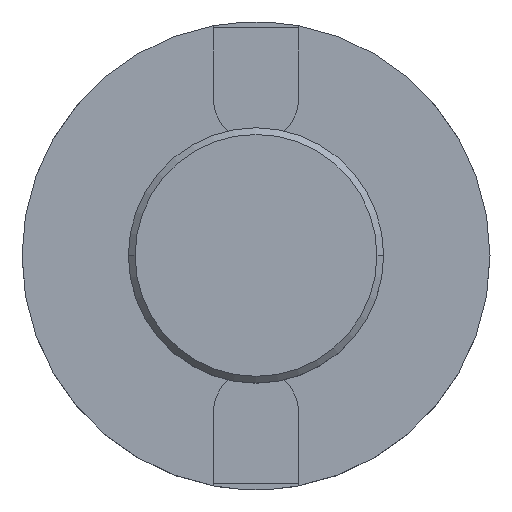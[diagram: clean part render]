
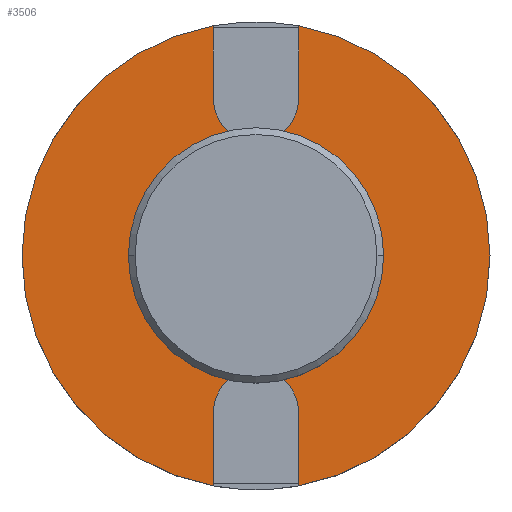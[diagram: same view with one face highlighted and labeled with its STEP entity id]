
A CAD part, top view. The second image highlights one B-rep face of the part: STEP entity #3506.
In plain terms, the highlighted planar face has unit normal (0, 0, 1).
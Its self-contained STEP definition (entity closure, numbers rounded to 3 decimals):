
#34 = VERTEX_POINT ( 'NONE', #222 ) ;
#49 = AXIS2_PLACEMENT_3D ( 'NONE', #54, #3275, #2852 ) ;
#54 = CARTESIAN_POINT ( 'NONE',  ( 0., 0., 101.6 ) ) ;
#64 = VECTOR ( 'NONE', #1642, 1000. ) ;
#79 = VECTOR ( 'NONE', #1783, 1000. ) ;
#101 = DIRECTION ( 'NONE',  ( 0., 0., 1. ) ) ;
#149 = EDGE_CURVE ( 'NONE', #2060, #34, #2668, .T. ) ;
#154 = ORIENTED_EDGE ( 'NONE', *, *, #149, .F. ) ;
#167 = AXIS2_PLACEMENT_3D ( 'NONE', #4386, #2344, #267 ) ;
#202 = CARTESIAN_POINT ( 'NONE',  ( -6.35, -38.438, 101.6 ) ) ;
#203 = DIRECTION ( 'NONE',  ( 0., 0., -1. ) ) ;
#220 = VECTOR ( 'NONE', #2279, 1000. ) ;
#222 = CARTESIAN_POINT ( 'NONE',  ( 6.35, -34., 101.6 ) ) ;
#267 = DIRECTION ( 'NONE',  ( 1., 0., 0. ) ) ;
#281 = EDGE_CURVE ( 'NONE', #1125, #3118, #4072, .T. ) ;
#295 = LINE ( 'NONE', #3141, #2145 ) ;
#435 = ORIENTED_EDGE ( 'NONE', *, *, #1196, .F. ) ;
#513 = VERTEX_POINT ( 'NONE', #4362 ) ;
#572 = VERTEX_POINT ( 'NONE', #2254 ) ;
#589 = ORIENTED_EDGE ( 'NONE', *, *, #4250, .F. ) ;
#610 = VERTEX_POINT ( 'NONE', #1996 ) ;
#646 = CARTESIAN_POINT ( 'NONE',  ( -6.35, 34.343, 101.6 ) ) ;
#679 = CIRCLE ( 'NONE', #763, 34.925 ) ;
#697 = ORIENTED_EDGE ( 'NONE', *, *, #2168, .F. ) ;
#709 = AXIS2_PLACEMENT_3D ( 'NONE', #3368, #1307, #3729 ) ;
#731 = FACE_OUTER_BOUND ( 'NONE', #3965, .T. ) ;
#763 = AXIS2_PLACEMENT_3D ( 'NONE', #1523, #3940, #1885 ) ;
#779 = CIRCLE ( 'NONE', #709, 34.925 ) ;
#784 = CARTESIAN_POINT ( 'NONE',  ( 6.35, -34.343, 101.6 ) ) ;
#787 = ORIENTED_EDGE ( 'NONE', *, *, #2558, .F. ) ;
#850 = CARTESIAN_POINT ( 'NONE',  ( 6.35, 34.925, 101.6 ) ) ;
#874 = CARTESIAN_POINT ( 'NONE',  ( 0., 0., 101.6 ) ) ;
#905 = ORIENTED_EDGE ( 'NONE', *, *, #1602, .F. ) ;
#949 = FACE_BOUND ( 'NONE', #2584, .T. ) ;
#950 = DIRECTION ( 'NONE',  ( -1., 0., 0. ) ) ;
#971 = VERTEX_POINT ( 'NONE', #3785 ) ;
#1006 = EDGE_CURVE ( 'NONE', #4335, #3709, #3855, .T. ) ;
#1051 = LINE ( 'NONE', #202, #220 ) ;
#1097 = CIRCLE ( 'NONE', #3024, 34.925 ) ;
#1122 = EDGE_CURVE ( 'NONE', #3118, #1125, #1569, .T. ) ;
#1123 = ORIENTED_EDGE ( 'NONE', *, *, #1535, .F. ) ;
#1125 = VERTEX_POINT ( 'NONE', #3606 ) ;
#1137 = DIRECTION ( 'NONE',  ( -1., 0., 0. ) ) ;
#1196 = EDGE_CURVE ( 'NONE', #34, #4335, #3902, .T. ) ;
#1198 = LINE ( 'NONE', #3712, #64 ) ;
#1279 = VERTEX_POINT ( 'NONE', #646 ) ;
#1301 = DIRECTION ( 'NONE',  ( 0., 0., -1. ) ) ;
#1307 = DIRECTION ( 'NONE',  ( 0., 0., -1. ) ) ;
#1342 = ORIENTED_EDGE ( 'NONE', *, *, #3101, .T. ) ;
#1373 = DIRECTION ( 'NONE',  ( 0., 0., 1. ) ) ;
#1395 = CARTESIAN_POINT ( 'NONE',  ( 0., -23.35, 101.6 ) ) ;
#1449 = ORIENTED_EDGE ( 'NONE', *, *, #2915, .F. ) ;
#1474 = AXIS2_PLACEMENT_3D ( 'NONE', #2175, #101, #2522 ) ;
#1523 = CARTESIAN_POINT ( 'NONE',  ( 0., 0., 101.6 ) ) ;
#1535 = EDGE_CURVE ( 'NONE', #3709, #2377, #1198, .T. ) ;
#1549 = DIRECTION ( 'NONE',  ( 0., 1., 0. ) ) ;
#1564 = EDGE_CURVE ( 'NONE', #3969, #1279, #1097, .T. ) ;
#1569 = CIRCLE ( 'NONE', #49, 15.875 ) ;
#1602 = EDGE_CURVE ( 'NONE', #513, #2929, #2598, .T. ) ;
#1642 = DIRECTION ( 'NONE',  ( 0., -1., 0. ) ) ;
#1650 = LINE ( 'NONE', #2030, #1865 ) ;
#1783 = DIRECTION ( 'NONE',  ( 0., -1., 0. ) ) ;
#1811 = CARTESIAN_POINT ( 'NONE',  ( -6.35, -23.35, 101.6 ) ) ;
#1819 = LINE ( 'NONE', #3181, #79 ) ;
#1832 = VERTEX_POINT ( 'NONE', #4412 ) ;
#1840 = ORIENTED_EDGE ( 'NONE', *, *, #2076, .F. ) ;
#1863 = VECTOR ( 'NONE', #1549, 1000. ) ;
#1865 = VECTOR ( 'NONE', #3055, 1000. ) ;
#1885 = DIRECTION ( 'NONE',  ( -1., 0., 0. ) ) ;
#1930 = AXIS2_PLACEMENT_3D ( 'NONE', #874, #1301, #2948 ) ;
#1949 = ORIENTED_EDGE ( 'NONE', *, *, #3966, .F. ) ;
#1968 = DIRECTION ( 'NONE',  ( 0., 1., 0. ) ) ;
#1984 = VECTOR ( 'NONE', #1968, 1000. ) ;
#1996 = CARTESIAN_POINT ( 'NONE',  ( -6.35, -34.343, 101.6 ) ) ;
#2002 = VERTEX_POINT ( 'NONE', #2150 ) ;
#2030 = CARTESIAN_POINT ( 'NONE',  ( 6.35, 23.35, 101.6 ) ) ;
#2043 = CARTESIAN_POINT ( 'NONE',  ( 0., 0., 101.6 ) ) ;
#2060 = VERTEX_POINT ( 'NONE', #784 ) ;
#2067 = CARTESIAN_POINT ( 'NONE',  ( 6.35, -23.35, 101.6 ) ) ;
#2076 = EDGE_CURVE ( 'NONE', #2002, #572, #3944, .T. ) ;
#2092 = LINE ( 'NONE', #4316, #1984 ) ;
#2145 = VECTOR ( 'NONE', #2469, 1000. ) ;
#2150 = CARTESIAN_POINT ( 'NONE',  ( -6.35, 23.35, 101.6 ) ) ;
#2168 = EDGE_CURVE ( 'NONE', #572, #971, #2092, .T. ) ;
#2175 = CARTESIAN_POINT ( 'NONE',  ( 0., 23.35, 101.6 ) ) ;
#2254 = CARTESIAN_POINT ( 'NONE',  ( 6.35, 23.35, 101.6 ) ) ;
#2279 = DIRECTION ( 'NONE',  ( 0., -1., 0. ) ) ;
#2280 = CARTESIAN_POINT ( 'NONE',  ( 0., 0., 101.6 ) ) ;
#2308 = ORIENTED_EDGE ( 'NONE', *, *, #1006, .F. ) ;
#2318 = CARTESIAN_POINT ( 'NONE',  ( 6.35, 34.925, 101.6 ) ) ;
#2344 = DIRECTION ( 'NONE',  ( 0., 0., 1. ) ) ;
#2377 = VERTEX_POINT ( 'NONE', #2384 ) ;
#2384 = CARTESIAN_POINT ( 'NONE',  ( -6.35, -34., 101.6 ) ) ;
#2456 = AXIS2_PLACEMENT_3D ( 'NONE', #1395, #1373, #950 ) ;
#2469 = DIRECTION ( 'NONE',  ( 0., 1., 0. ) ) ;
#2522 = DIRECTION ( 'NONE',  ( 1., 0., 0. ) ) ;
#2558 = EDGE_CURVE ( 'NONE', #1279, #1832, #1819, .T. ) ;
#2584 = EDGE_LOOP ( 'NONE', ( #4037, #3826 ) ) ;
#2598 = CIRCLE ( 'NONE', #3502, 34.925 ) ;
#2624 = DIRECTION ( 'NONE',  ( -1., 0., 0. ) ) ;
#2663 = PLANE ( 'NONE',  #167 ) ;
#2668 = LINE ( 'NONE', #2318, #1863 ) ;
#2852 = DIRECTION ( 'NONE',  ( -1., 0., 0. ) ) ;
#2915 = EDGE_CURVE ( 'NONE', #971, #513, #1650, .T. ) ;
#2929 = VERTEX_POINT ( 'NONE', #4103 ) ;
#2948 = DIRECTION ( 'NONE',  ( -1., 0., 0. ) ) ;
#3024 = AXIS2_PLACEMENT_3D ( 'NONE', #2043, #4434, #1137 ) ;
#3055 = DIRECTION ( 'NONE',  ( 0., 1., 0. ) ) ;
#3086 = VECTOR ( 'NONE', #3857, 1000. ) ;
#3101 = EDGE_CURVE ( 'NONE', #2002, #1832, #295, .T. ) ;
#3118 = VERTEX_POINT ( 'NONE', #3514 ) ;
#3141 = CARTESIAN_POINT ( 'NONE',  ( -6.35, 34.925, 101.6 ) ) ;
#3181 = CARTESIAN_POINT ( 'NONE',  ( -6.35, 34.925, 101.6 ) ) ;
#3232 = EDGE_CURVE ( 'NONE', #610, #3969, #679, .T. ) ;
#3275 = DIRECTION ( 'NONE',  ( 0., 0., -1. ) ) ;
#3307 = CARTESIAN_POINT ( 'NONE',  ( -34.925, 0., 101.6 ) ) ;
#3368 = CARTESIAN_POINT ( 'NONE',  ( 0., 0., 101.6 ) ) ;
#3502 = AXIS2_PLACEMENT_3D ( 'NONE', #2280, #203, #2624 ) ;
#3506 = ADVANCED_FACE ( 'NONE', ( #731, #949 ), #2663, .T. ) ;
#3509 = ORIENTED_EDGE ( 'NONE', *, *, #3232, .F. ) ;
#3514 = CARTESIAN_POINT ( 'NONE',  ( 15.875, 0., 101.6 ) ) ;
#3606 = CARTESIAN_POINT ( 'NONE',  ( -15.875, 0., 101.6 ) ) ;
#3709 = VERTEX_POINT ( 'NONE', #1811 ) ;
#3712 = CARTESIAN_POINT ( 'NONE',  ( -6.35, -38.438, 101.6 ) ) ;
#3729 = DIRECTION ( 'NONE',  ( -1., 0., 0. ) ) ;
#3785 = CARTESIAN_POINT ( 'NONE',  ( 6.35, 34., 101.6 ) ) ;
#3826 = ORIENTED_EDGE ( 'NONE', *, *, #1122, .T. ) ;
#3855 = CIRCLE ( 'NONE', #2456, 6.35 ) ;
#3857 = DIRECTION ( 'NONE',  ( 0., 1., 0. ) ) ;
#3902 = LINE ( 'NONE', #850, #3086 ) ;
#3940 = DIRECTION ( 'NONE',  ( 0., 0., -1. ) ) ;
#3944 = CIRCLE ( 'NONE', #1474, 6.35 ) ;
#3965 = EDGE_LOOP ( 'NONE', ( #154, #589, #905, #1449, #697, #1840, #1342, #787, #4331, #3509, #1949, #1123, #2308, #435 ) ) ;
#3966 = EDGE_CURVE ( 'NONE', #2377, #610, #1051, .T. ) ;
#3969 = VERTEX_POINT ( 'NONE', #3307 ) ;
#4037 = ORIENTED_EDGE ( 'NONE', *, *, #281, .T. ) ;
#4072 = CIRCLE ( 'NONE', #1930, 15.875 ) ;
#4103 = CARTESIAN_POINT ( 'NONE',  ( 34.925, 0., 101.6 ) ) ;
#4250 = EDGE_CURVE ( 'NONE', #2929, #2060, #779, .T. ) ;
#4316 = CARTESIAN_POINT ( 'NONE',  ( 6.35, 23.35, 101.6 ) ) ;
#4331 = ORIENTED_EDGE ( 'NONE', *, *, #1564, .F. ) ;
#4335 = VERTEX_POINT ( 'NONE', #2067 ) ;
#4362 = CARTESIAN_POINT ( 'NONE',  ( 6.35, 34.343, 101.6 ) ) ;
#4386 = CARTESIAN_POINT ( 'NONE',  ( 0., 34.925, 101.6 ) ) ;
#4412 = CARTESIAN_POINT ( 'NONE',  ( -6.35, 34., 101.6 ) ) ;
#4434 = DIRECTION ( 'NONE',  ( 0., 0., -1. ) ) ;
